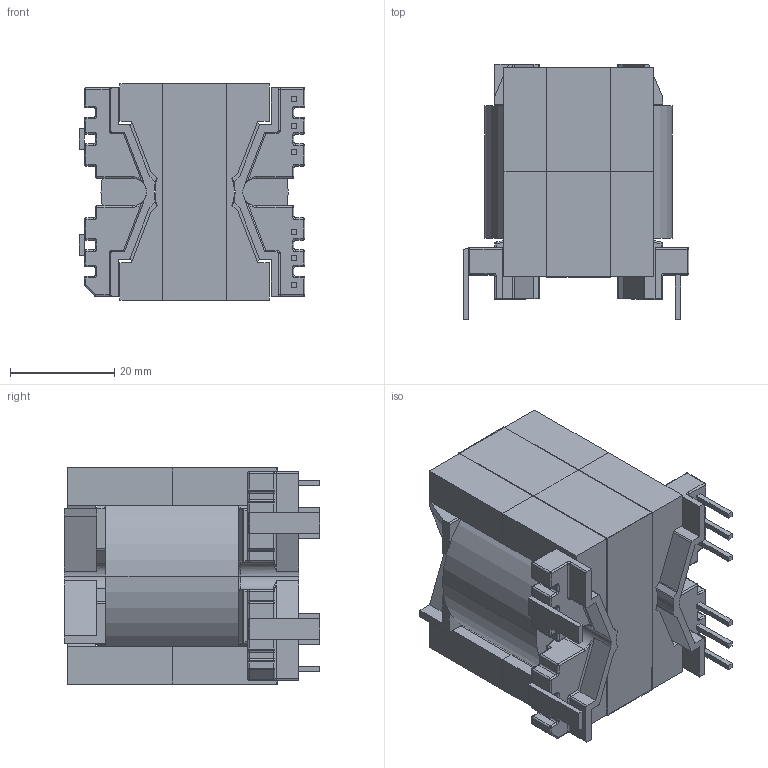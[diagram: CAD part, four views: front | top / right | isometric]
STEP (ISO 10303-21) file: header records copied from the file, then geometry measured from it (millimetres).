
FILE_DESCRIPTION (( 'STEP AP214' ), '1' );
FILE_NAME ('750343383.STEP', '2021-07-01T19:28:56', ( '' ), ( '' ), 'SwSTEP 2.0', 'SolidWorks 2017', '' );
FILE_SCHEMA (( 'AUTOMOTIVE_DESIGN' ));
Length unit declared in the file: inch
Products named in the file (5): 150-1537_6A; 070-4762_750343383; 070-4762_coil; 440-8207-1537; 750343383
Assembly tree (5 placements, depth 2):
  750343383
    070-4762_750343383
    150-1537_6A  x2
    070-4762_coil
    440-8207-1537
Bounding box: 43.29 x 49 x 41.6 mm (x, y, z)
Volume: 50793.5 mm3; surface area: 31109.1 mm2
Topology: 5 solids, 5 shells, 653 faces, 1631 edges, 920 vertices
Faces by surface type: cylinder 267, plane 244, torus 68, sphere 66, bspline 8
Entity records: 18735 total; most frequent: DIRECTION 3301, CARTESIAN_POINT 3276, ORIENTED_EDGE 2974, EDGE_CURVE 1487, AXIS2_PLACEMENT_3D 1225, VERTEX_POINT 872, LINE 851, VECTOR 851
